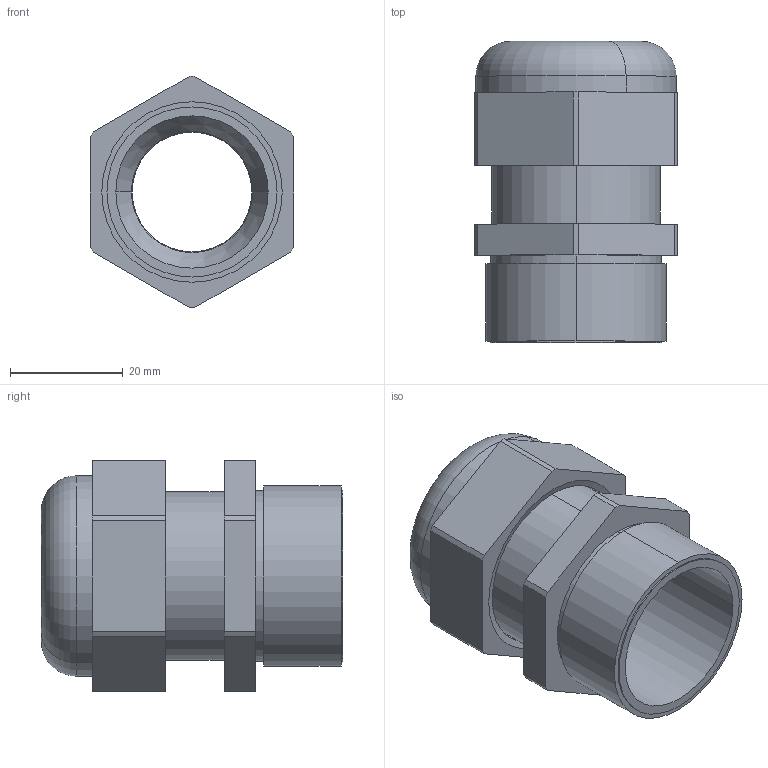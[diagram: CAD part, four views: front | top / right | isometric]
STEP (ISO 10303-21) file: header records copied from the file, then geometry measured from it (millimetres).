
FILE_DESCRIPTION (( 'STEP AP214' ), '1' );
FILE_NAME ('2022972_KSTP1.stp', '2018-09-25T08:01:26', ( '' ), ( '' ), 'SwSTEP 2.0', 'SolidWorks 2016', '' );
FILE_SCHEMA (( 'AUTOMOTIVE_DESIGN' ));
Length unit declared in the file: millimetre
Products named in the file (3): 0005937_technische Darstellung; 0041326_technische Darstellung; 2022972_KSTP1
Assembly tree (2 placements, depth 2):
  2022972_KSTP1
    0041326_technische Darstellung
    0005937_technische Darstellung
Bounding box: 36 x 53.4 x 41 mm (x, y, z)
Volume: 19271.1 mm3; surface area: 15960 mm2
Topology: 2 solids, 2 shells, 74 faces, 169 edges, 106 vertices
Faces by surface type: cylinder 37, plane 23, cone 12, torus 2
Entity records: 2215 total; most frequent: DIRECTION 411, CARTESIAN_POINT 354, ORIENTED_EDGE 338, EDGE_CURVE 169, AXIS2_PLACEMENT_3D 163, VERTEX_POINT 106, EDGE_LOOP 85, VECTOR 85
